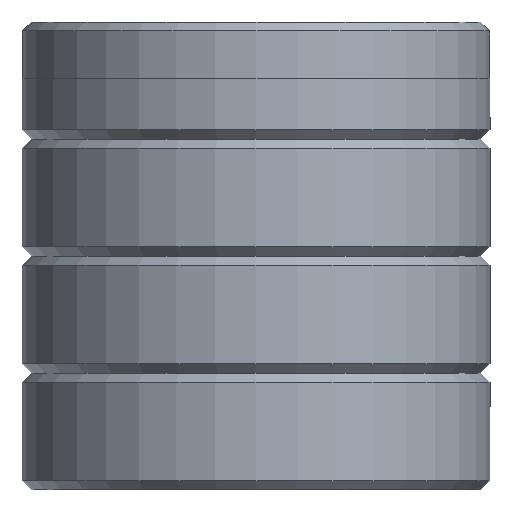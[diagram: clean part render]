
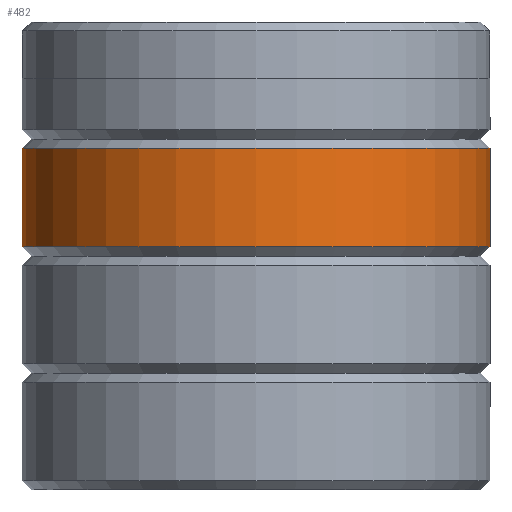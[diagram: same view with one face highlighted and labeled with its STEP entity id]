
A CAD part, front view. The second image highlights one B-rep face of the part: STEP entity #482.
In plain terms, the highlighted cylindrical face has radius 12.5 mm (diameter 25 mm), a partial arc.
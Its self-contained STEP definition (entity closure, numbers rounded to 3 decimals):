
#109 = FACE_OUTER_BOUND ( 'NONE', #1217, .T. ) ;
#229 = CARTESIAN_POINT ( 'NONE',  ( -12.5, 0., 18.25 ) ) ;
#324 = VERTEX_POINT ( 'NONE', #388 ) ;
#354 = CIRCLE ( 'NONE', #927, 12.5 ) ;
#370 = CARTESIAN_POINT ( 'NONE',  ( 12.5, 0., 25. ) ) ;
#388 = CARTESIAN_POINT ( 'NONE',  ( -12.5, 0., 13. ) ) ;
#398 = DIRECTION ( 'NONE',  ( 0., 0., -1. ) ) ;
#482 = ADVANCED_FACE ( 'NONE', ( #109 ), #1278, .T. ) ;
#502 = CARTESIAN_POINT ( 'NONE',  ( 12.5, 0., 13. ) ) ;
#539 = DIRECTION ( 'NONE',  ( 0., 0., -1. ) ) ;
#567 = VECTOR ( 'NONE', #1249, 1000. ) ;
#648 = ORIENTED_EDGE ( 'NONE', *, *, #1309, .F. ) ;
#669 = CARTESIAN_POINT ( 'NONE',  ( 12.5, 0., 18.25 ) ) ;
#738 = VERTEX_POINT ( 'NONE', #502 ) ;
#782 = EDGE_CURVE ( 'NONE', #1377, #324, #1002, .T. ) ;
#803 = ORIENTED_EDGE ( 'NONE', *, *, #782, .T. ) ;
#820 = VECTOR ( 'NONE', #1830, 1000. ) ;
#877 = CARTESIAN_POINT ( 'NONE',  ( 0., 0., 18.25 ) ) ;
#879 = EDGE_CURVE ( 'NONE', #1666, #738, #1590, .T. ) ;
#927 = AXIS2_PLACEMENT_3D ( 'NONE', #877, #1880, #1016 ) ;
#949 = CARTESIAN_POINT ( 'NONE',  ( -12.5, 0., 25. ) ) ;
#1002 = LINE ( 'NONE', #949, #567 ) ;
#1016 = DIRECTION ( 'NONE',  ( -1., 0., 0. ) ) ;
#1217 = EDGE_LOOP ( 'NONE', ( #1837, #1348, #803, #648 ) ) ;
#1249 = DIRECTION ( 'NONE',  ( 0., 0., -1. ) ) ;
#1278 = CYLINDRICAL_SURFACE ( 'NONE', #1447, 12.5 ) ;
#1309 = EDGE_CURVE ( 'NONE', #738, #324, #1436, .T. ) ;
#1348 = ORIENTED_EDGE ( 'NONE', *, *, #1500, .T. ) ;
#1377 = VERTEX_POINT ( 'NONE', #229 ) ;
#1417 = CARTESIAN_POINT ( 'NONE',  ( 0., 0., 13. ) ) ;
#1426 = CARTESIAN_POINT ( 'NONE',  ( 0., 0., 25. ) ) ;
#1433 = DIRECTION ( 'NONE',  ( -1., 0., 0. ) ) ;
#1436 = CIRCLE ( 'NONE', #1550, 12.5 ) ;
#1447 = AXIS2_PLACEMENT_3D ( 'NONE', #1426, #398, #1433 ) ;
#1500 = EDGE_CURVE ( 'NONE', #1666, #1377, #354, .T. ) ;
#1550 = AXIS2_PLACEMENT_3D ( 'NONE', #1417, #539, #1556 ) ;
#1556 = DIRECTION ( 'NONE',  ( -1., 0., 0. ) ) ;
#1590 = LINE ( 'NONE', #370, #820 ) ;
#1666 = VERTEX_POINT ( 'NONE', #669 ) ;
#1830 = DIRECTION ( 'NONE',  ( 0., 0., -1. ) ) ;
#1837 = ORIENTED_EDGE ( 'NONE', *, *, #879, .F. ) ;
#1880 = DIRECTION ( 'NONE',  ( 0., 0., -1. ) ) ;
